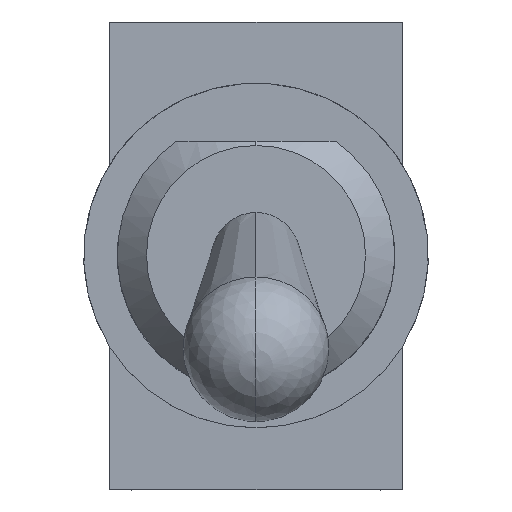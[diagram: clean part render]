
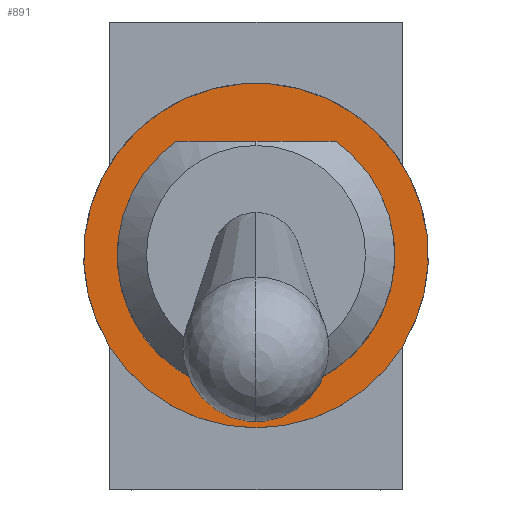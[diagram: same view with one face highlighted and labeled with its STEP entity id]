
A CAD part, top view. The second image highlights one B-rep face of the part: STEP entity #891.
In plain terms, the highlighted planar face has unit normal (0, 0, 1).
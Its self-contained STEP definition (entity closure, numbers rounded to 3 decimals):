
#171=CARTESIAN_POINT('',(0.,0.,-13.208));
#172=DIRECTION('',(0.,0.,-1.));
#173=DIRECTION('',(0.571,0.821,0.));
#174=AXIS2_PLACEMENT_3D('',#171,#172,#173);
#184=DIRECTION('',(1.,0.,0.));
#185=VECTOR('',#184,2.755);
#186=CARTESIAN_POINT('',(-1.377,1.981,-13.208));
#187=LINE('',#186,#185);
#188=CARTESIAN_POINT('',(0.,0.,-13.208));
#189=DIRECTION('',(0.,0.,1.));
#190=DIRECTION('',(-0.847,-0.531,0.));
#191=AXIS2_PLACEMENT_3D('',#188,#189,#190);
#201=CARTESIAN_POINT('',(0.,0.,-13.208));
#202=DIRECTION('',(0.,0.,1.));
#203=DIRECTION('',(0.847,-0.531,0.));
#204=AXIS2_PLACEMENT_3D('',#201,#202,#203);
#733=CARTESIAN_POINT('',(1.377,1.981,-13.208));
#735=VERTEX_POINT('',#733);
#738=CARTESIAN_POINT('',(-1.377,1.981,-13.208));
#740=VERTEX_POINT('',#738);
#774=CARTESIAN_POINT('',(-2.54,-1.591,-13.208));
#775=CARTESIAN_POINT('',(2.54,-1.591,-13.208));
#776=VERTEX_POINT('',#774);
#777=VERTEX_POINT('',#775);
#876=CARTESIAN_POINT('',(0.,0.,-13.208));
#877=DIRECTION('',(0.,0.,-1.));
#878=DIRECTION('',(0.,-1.,0.));
#879=AXIS2_PLACEMENT_3D('',#876,#877,#878);
#880=PLANE('',#879);
#882=ORIENTED_EDGE('',*,*,#881,.F.);
#884=ORIENTED_EDGE('',*,*,#883,.F.);
#885=EDGE_LOOP('',(#882,#884));
#886=FACE_OUTER_BOUND('',#885,.F.);
#887=ORIENTED_EDGE('',*,*,#866,.F.);
#888=ORIENTED_EDGE('',*,*,#856,.F.);
#889=EDGE_LOOP('',(#887,#888));
#890=FACE_BOUND('',#889,.F.);
#175=CIRCLE('',#174,2.413);
#192=CIRCLE('',#191,2.997);
#205=CIRCLE('',#204,2.997);
#856=EDGE_CURVE('',#740,#735,#187,.T.);
#866=EDGE_CURVE('',#735,#740,#175,.T.);
#881=EDGE_CURVE('',#776,#777,#192,.T.);
#883=EDGE_CURVE('',#777,#776,#205,.T.);
#891=ADVANCED_FACE('',(#886,#890),#880,.F.);
